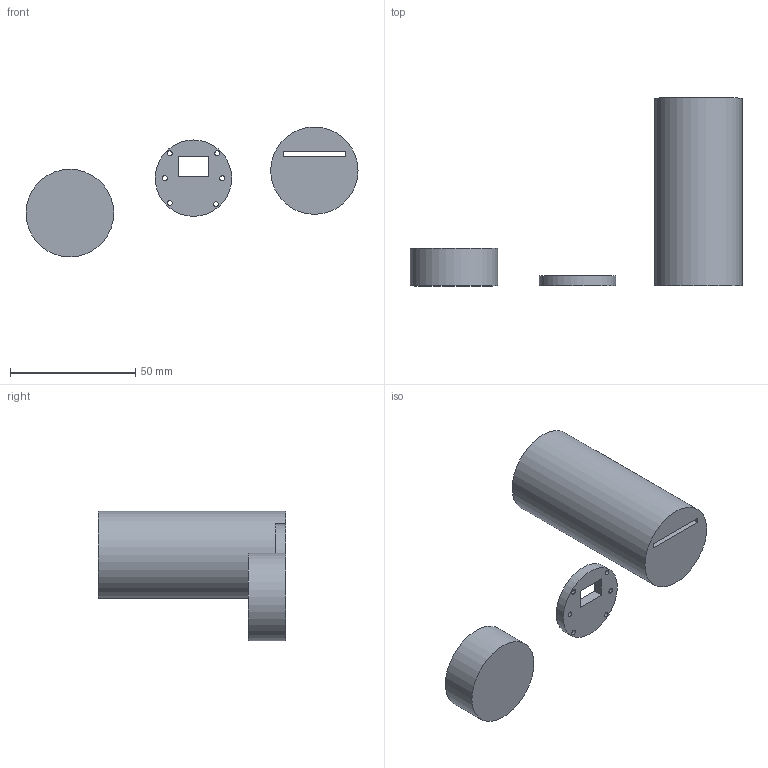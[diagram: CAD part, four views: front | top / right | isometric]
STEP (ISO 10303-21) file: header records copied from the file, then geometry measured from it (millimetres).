
FILE_DESCRIPTION(/* description */ (''),/* implementation_level */ '2;1');
FILE_NAME(/* name */ 'SM_Casing v16.step',/* time_stamp */ '2023-09-24T09:53:37+05:30',/* author */ (''),/* organization */ (''),/* preprocessor_version */ 'ST-DEVELOPER v20',/* originating_system */ 'Autodesk Translation Framework v12.14.0.127',/* authorisation */ '');
FILE_SCHEMA (('AUTOMOTIVE_DESIGN { 1 0 10303 214 3 1 1 }'));
Length unit declared in the file: millimetre
Products named in the file (1): SM_Casing
Bounding box: 132.54 x 75 x 51.86 mm (x, y, z)
Volume: 32924.5 mm3; surface area: 25203.9 mm2
Topology: 3 solids, 3 shells, 75 faces, 176 edges, 117 vertices
Faces by surface type: plane 54, cylinder 20, cone 1
Full cylindrical faces by diameter (mm): 2 x14, 30.022 x1, 30.5 x1, 31 x2, 34.85 x1, 35 x1
Entity records: 2224 total; most frequent: DIRECTION 387, CARTESIAN_POINT 369, ORIENTED_EDGE 352, EDGE_CURVE 176, AXIS2_PLACEMENT_3D 135, LINE 117, VECTOR 117, VERTEX_POINT 117
